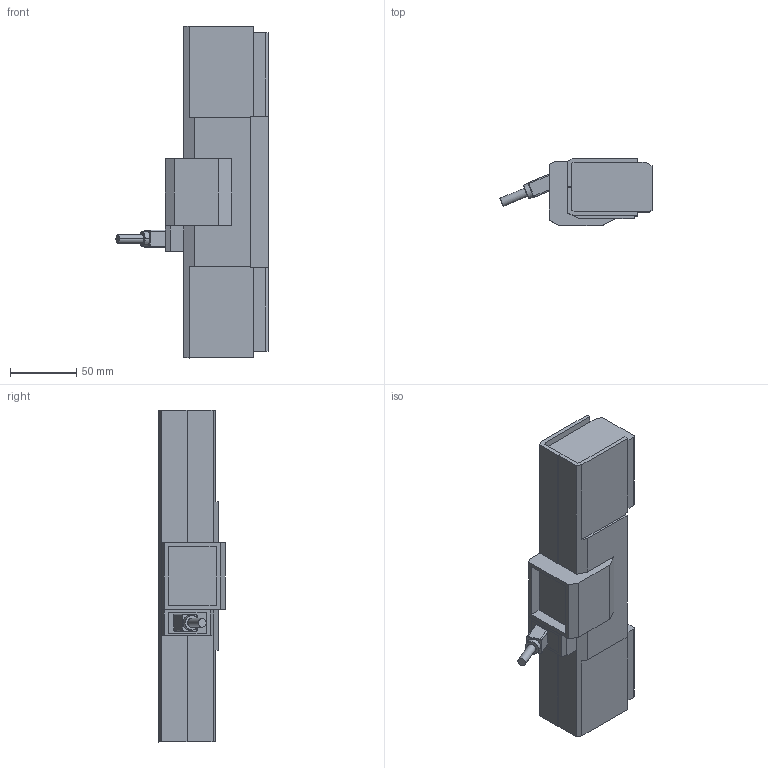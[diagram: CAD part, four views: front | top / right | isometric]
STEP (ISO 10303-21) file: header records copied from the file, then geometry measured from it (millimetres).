
FILE_DESCRIPTION (( 'STEP AP203' ), '1' );
FILE_NAME ('1_Default_sldprt.STEP', '2022-02-22T13:16:53', ( '' ), ( '' ), 'SwSTEP 2.0', 'SolidWorks 2021', '' );
FILE_SCHEMA (( 'CONFIG_CONTROL_DESIGN' ));
Length unit declared in the file: millimetre
Products named in the file (1): 1_Default_sldprt
Bounding box: 114.6 x 50.3 x 250 mm (x, y, z)
Volume: 666418.3 mm3; surface area: 73309.2 mm2
Topology: 1 solids, 1 shells, 689 faces, 1963 edges, 1302 vertices
Faces by surface type: plane 414, bspline 147, cylinder 114, torus 10, cone 4
Entity records: 22992 total; most frequent: CARTESIAN_POINT 6557, ORIENTED_EDGE 3926, DIRECTION 2630, EDGE_CURVE 1963, VECTOR 1344, LINE 1344, VERTEX_POINT 1302, EDGE_LOOP 715
